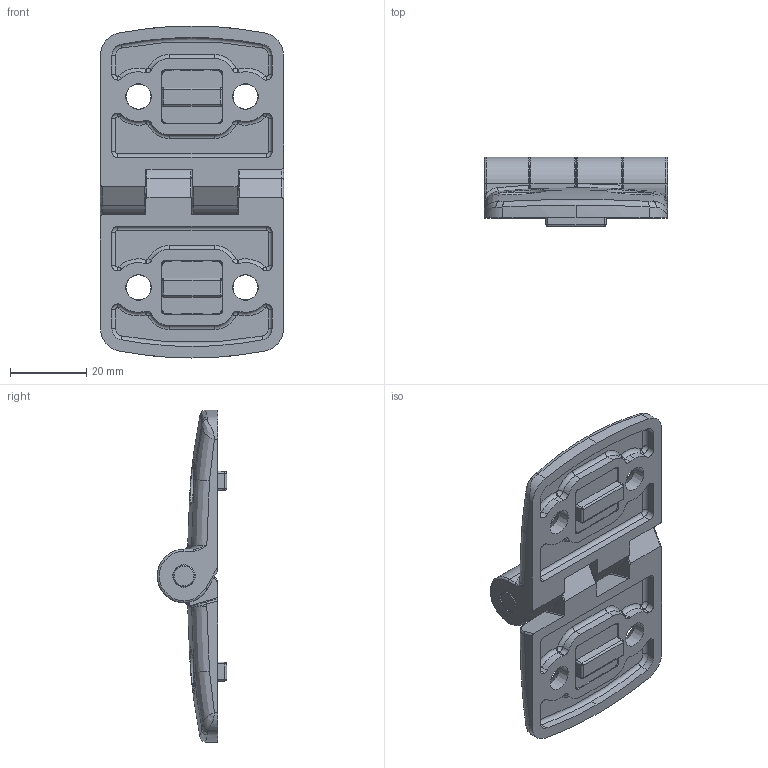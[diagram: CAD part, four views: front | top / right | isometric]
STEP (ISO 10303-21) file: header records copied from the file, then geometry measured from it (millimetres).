
FILE_DESCRIPTION (( 'STEP AP214' ), '1' );
FILE_NAME ('095a4545f.STEP', '2014-08-14T09:26:02', ( '' ), ( '' ), 'SwSTEP 2.0', 'SolidWorks 2014', '' );
FILE_SCHEMA (( 'AUTOMOTIVE_DESIGN' ));
Length unit declared in the file: millimetre
Products named in the file (4): 095a4545f; 095an05_095 a n05; 095a-02e; 095a40f_095A45F - 114348
Assembly tree (5 placements, depth 2):
  095a4545f
    095a40f_095A45F - 114348  x2
    095a-02e
    095an05_095 a n05  x2
Bounding box: 48 x 18.2 x 87 mm (x, y, z)
Volume: 24509.6 mm3; surface area: 16446.2 mm2
Topology: 5 solids, 5 shells, 789 faces, 1956 edges, 1149 vertices
Faces by surface type: plane 268, cylinder 259, torus 124, bspline 70, cone 52, sphere 16
Entity records: 16594 total; most frequent: CARTESIAN_POINT 4964, DIRECTION 2442, ORIENTED_EDGE 2432, EDGE_CURVE 1216, AXIS2_PLACEMENT_3D 953, VERTEX_POINT 732, LINE 536, VECTOR 536
